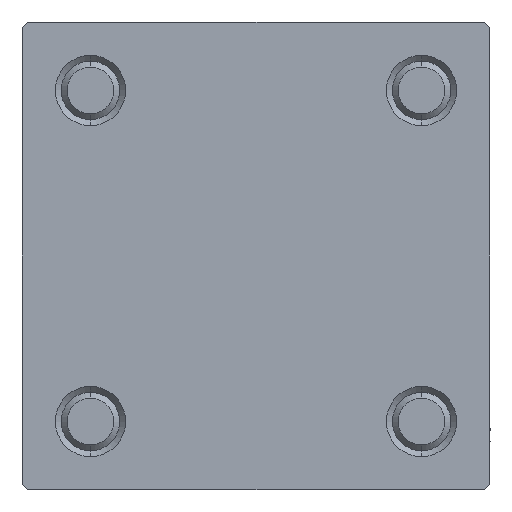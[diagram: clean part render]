
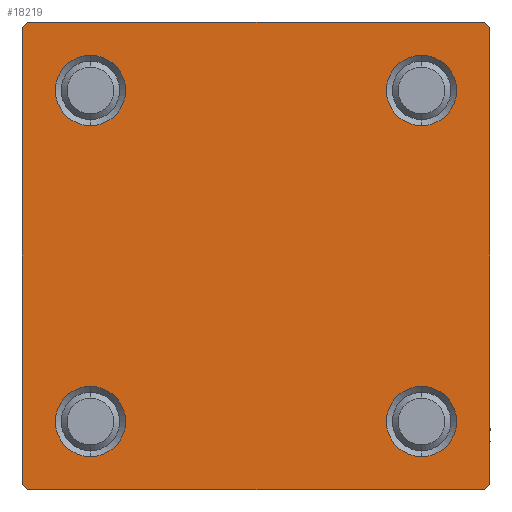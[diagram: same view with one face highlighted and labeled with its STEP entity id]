
A CAD part, left-side view. The second image highlights one B-rep face of the part: STEP entity #18219.
In plain terms, the highlighted planar face has unit normal (-1, 0, 0).
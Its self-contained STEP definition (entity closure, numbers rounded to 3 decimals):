
#101 = CARTESIAN_POINT ( 'NONE',  ( 0., 0., 0. ) ) ;
#359 = ORIENTED_EDGE ( 'NONE', *, *, #33685, .T. ) ;
#1891 = ORIENTED_EDGE ( 'NONE', *, *, #38710, .F. ) ;
#1955 = ORIENTED_EDGE ( 'NONE', *, *, #31657, .F. ) ;
#2283 = CARTESIAN_POINT ( 'NONE',  ( 0., 14.15, 14.15 ) ) ;
#2396 = CARTESIAN_POINT ( 'NONE',  ( 0., 19.75, -19.75 ) ) ;
#2535 = DIRECTION ( 'NONE',  ( 0., -1., 0. ) ) ;
#2597 = EDGE_CURVE ( 'NONE', #7660, #34814, #19173, .T. ) ;
#2978 = ORIENTED_EDGE ( 'NONE', *, *, #6951, .T. ) ;
#3555 = CARTESIAN_POINT ( 'NONE',  ( 0., -14.15, -17.15 ) ) ;
#3810 = VERTEX_POINT ( 'NONE', #29148 ) ;
#3856 = CARTESIAN_POINT ( 'NONE',  ( 0., 14.15, -14.15 ) ) ;
#3931 = LINE ( 'NONE', #42433, #42732 ) ;
#4034 = CIRCLE ( 'NONE', #15325, 3. ) ;
#4314 = DIRECTION ( 'NONE',  ( 0., 0., 1. ) ) ;
#4341 = EDGE_CURVE ( 'NONE', #16737, #22185, #28059, .T. ) ;
#5437 = DIRECTION ( 'NONE',  ( 0., -0.707, -0.707 ) ) ;
#5539 = CARTESIAN_POINT ( 'NONE',  ( 0., -20., 20. ) ) ;
#6415 = LINE ( 'NONE', #32809, #33057 ) ;
#6951 = EDGE_CURVE ( 'NONE', #14205, #10222, #43838, .T. ) ;
#7030 = CIRCLE ( 'NONE', #48007, 3. ) ;
#7173 = FACE_BOUND ( 'NONE', #35520, .T. ) ;
#7660 = VERTEX_POINT ( 'NONE', #43206 ) ;
#7968 = DIRECTION ( 'NONE',  ( 0., 0.707, -0.707 ) ) ;
#8008 = CARTESIAN_POINT ( 'NONE',  ( 0., -14.15, 14.15 ) ) ;
#8389 = DIRECTION ( 'NONE',  ( 0., 0., 1. ) ) ;
#8605 = EDGE_LOOP ( 'NONE', ( #42215, #17827 ) ) ;
#8747 = CIRCLE ( 'NONE', #36853, 3. ) ;
#9670 = CARTESIAN_POINT ( 'NONE',  ( 0., 14.15, -11.15 ) ) ;
#9819 = DIRECTION ( 'NONE',  ( 0., 0., -1. ) ) ;
#10222 = VERTEX_POINT ( 'NONE', #24809 ) ;
#10433 = DIRECTION ( 'NONE',  ( 0., 0., 1. ) ) ;
#11104 = LINE ( 'NONE', #29955, #44385 ) ;
#11127 = ORIENTED_EDGE ( 'NONE', *, *, #26050, .T. ) ;
#11379 = DIRECTION ( 'NONE',  ( 1., 0., 0. ) ) ;
#11698 = DIRECTION ( 'NONE',  ( 0., 0., 1. ) ) ;
#11743 = CARTESIAN_POINT ( 'NONE',  ( 0., 20., 20. ) ) ;
#12096 = AXIS2_PLACEMENT_3D ( 'NONE', #101, #30796, #11698 ) ;
#12527 = EDGE_CURVE ( 'NONE', #45387, #38650, #7030, .T. ) ;
#13324 = VECTOR ( 'NONE', #5437, 1000. ) ;
#14205 = VERTEX_POINT ( 'NONE', #48452 ) ;
#14220 = ORIENTED_EDGE ( 'NONE', *, *, #30187, .T. ) ;
#14669 = DIRECTION ( 'NONE',  ( 0., 0.707, 0.707 ) ) ;
#15325 = AXIS2_PLACEMENT_3D ( 'NONE', #45337, #11379, #4314 ) ;
#15368 = EDGE_LOOP ( 'NONE', ( #11127, #14220, #359, #22242, #1891, #44840, #1955, #40314 ) ) ;
#15477 = CARTESIAN_POINT ( 'NONE',  ( 0., 20., 19.5 ) ) ;
#16566 = ORIENTED_EDGE ( 'NONE', *, *, #2597, .T. ) ;
#16737 = VERTEX_POINT ( 'NONE', #30895 ) ;
#17036 = VECTOR ( 'NONE', #14669, 1000. ) ;
#17542 = ORIENTED_EDGE ( 'NONE', *, *, #25029, .T. ) ;
#17737 = DIRECTION ( 'NONE',  ( 1., 0., 0. ) ) ;
#17827 = ORIENTED_EDGE ( 'NONE', *, *, #4341, .T. ) ;
#18197 = LINE ( 'NONE', #22210, #17036 ) ;
#18219 = ADVANCED_FACE ( 'NONE', ( #7173, #26774, #22511, #37866, #34079 ), #22996, .T. ) ;
#19173 = CIRCLE ( 'NONE', #47284, 3. ) ;
#19220 = DIRECTION ( 'NONE',  ( 1., 0., 0. ) ) ;
#19442 = LINE ( 'NONE', #19934, #36274 ) ;
#19714 = AXIS2_PLACEMENT_3D ( 'NONE', #44885, #17737, #10433 ) ;
#19934 = CARTESIAN_POINT ( 'NONE',  ( 0., 20., -20. ) ) ;
#20367 = VERTEX_POINT ( 'NONE', #47261 ) ;
#22185 = VERTEX_POINT ( 'NONE', #9670 ) ;
#22210 = CARTESIAN_POINT ( 'NONE',  ( 0., -19.75, 19.75 ) ) ;
#22242 = ORIENTED_EDGE ( 'NONE', *, *, #38139, .T. ) ;
#22511 = FACE_BOUND ( 'NONE', #8605, .T. ) ;
#22996 = PLANE ( 'NONE',  #12096 ) ;
#24545 = AXIS2_PLACEMENT_3D ( 'NONE', #45351, #33524, #26469 ) ;
#24809 = CARTESIAN_POINT ( 'NONE',  ( 0., -14.15, 11.15 ) ) ;
#25029 = EDGE_CURVE ( 'NONE', #38650, #45387, #34958, .T. ) ;
#25644 = CARTESIAN_POINT ( 'NONE',  ( 0., -14.15, -14.15 ) ) ;
#26050 = EDGE_CURVE ( 'NONE', #40447, #3810, #34624, .T. ) ;
#26469 = DIRECTION ( 'NONE',  ( 0., 0., 1. ) ) ;
#26774 = FACE_BOUND ( 'NONE', #29157, .T. ) ;
#26796 = ORIENTED_EDGE ( 'NONE', *, *, #41490, .T. ) ;
#27105 = DIRECTION ( 'NONE',  ( 1., 0., 0. ) ) ;
#27254 = ORIENTED_EDGE ( 'NONE', *, *, #12527, .T. ) ;
#27463 = DIRECTION ( 'NONE',  ( 0., -1., 0. ) ) ;
#28059 = CIRCLE ( 'NONE', #36111, 3. ) ;
#28423 = LINE ( 'NONE', #5539, #37094 ) ;
#29079 = VERTEX_POINT ( 'NONE', #37439 ) ;
#29148 = CARTESIAN_POINT ( 'NONE',  ( 0., 20., -19.5 ) ) ;
#29157 = EDGE_LOOP ( 'NONE', ( #27254, #17542 ) ) ;
#29759 = CARTESIAN_POINT ( 'NONE',  ( 0., 19.5, 20. ) ) ;
#29955 = CARTESIAN_POINT ( 'NONE',  ( 0., 20., 20. ) ) ;
#30187 = EDGE_CURVE ( 'NONE', #3810, #33864, #39906, .T. ) ;
#30367 = ORIENTED_EDGE ( 'NONE', *, *, #48254, .T. ) ;
#30796 = DIRECTION ( 'NONE',  ( -1., 0., 0. ) ) ;
#30895 = CARTESIAN_POINT ( 'NONE',  ( 0., 14.15, -17.15 ) ) ;
#31131 = DIRECTION ( 'NONE',  ( 0., 0., 1. ) ) ;
#31657 = EDGE_CURVE ( 'NONE', #41366, #37205, #11104, .T. ) ;
#32809 = CARTESIAN_POINT ( 'NONE',  ( 0., -19.75, -19.75 ) ) ;
#32981 = DIRECTION ( 'NONE',  ( 0., 0., 1. ) ) ;
#33044 = AXIS2_PLACEMENT_3D ( 'NONE', #34292, #34541, #39072 ) ;
#33057 = VECTOR ( 'NONE', #44888, 1000. ) ;
#33524 = DIRECTION ( 'NONE',  ( 1., 0., 0. ) ) ;
#33685 = EDGE_CURVE ( 'NONE', #33864, #20367, #19442, .T. ) ;
#33864 = VERTEX_POINT ( 'NONE', #42450 ) ;
#34079 = FACE_OUTER_BOUND ( 'NONE', #15368, .T. ) ;
#34169 = VECTOR ( 'NONE', #42430, 1000. ) ;
#34292 = CARTESIAN_POINT ( 'NONE',  ( 0., 14.15, 14.15 ) ) ;
#34396 = EDGE_CURVE ( 'NONE', #36372, #37205, #18197, .T. ) ;
#34541 = DIRECTION ( 'NONE',  ( 1., 0., 0. ) ) ;
#34624 = LINE ( 'NONE', #11743, #34169 ) ;
#34814 = VERTEX_POINT ( 'NONE', #46292 ) ;
#34958 = CIRCLE ( 'NONE', #19714, 3. ) ;
#35520 = EDGE_LOOP ( 'NONE', ( #2978, #30367 ) ) ;
#36111 = AXIS2_PLACEMENT_3D ( 'NONE', #3856, #19220, #8389 ) ;
#36274 = VECTOR ( 'NONE', #27463, 1000. ) ;
#36372 = VERTEX_POINT ( 'NONE', #42107 ) ;
#36853 = AXIS2_PLACEMENT_3D ( 'NONE', #8008, #27105, #31131 ) ;
#37081 = CIRCLE ( 'NONE', #33044, 3. ) ;
#37094 = VECTOR ( 'NONE', #9819, 1000. ) ;
#37205 = VERTEX_POINT ( 'NONE', #41804 ) ;
#37439 = CARTESIAN_POINT ( 'NONE',  ( 0., -20., -19.5 ) ) ;
#37732 = DIRECTION ( 'NONE',  ( 0., 0., 1. ) ) ;
#37866 = FACE_BOUND ( 'NONE', #41668, .T. ) ;
#38139 = EDGE_CURVE ( 'NONE', #20367, #29079, #6415, .T. ) ;
#38650 = VERTEX_POINT ( 'NONE', #3555 ) ;
#38710 = EDGE_CURVE ( 'NONE', #36372, #29079, #28423, .T. ) ;
#39072 = DIRECTION ( 'NONE',  ( 0., 0., 1. ) ) ;
#39207 = EDGE_CURVE ( 'NONE', #22185, #16737, #4034, .T. ) ;
#39906 = LINE ( 'NONE', #2396, #13324 ) ;
#40314 = ORIENTED_EDGE ( 'NONE', *, *, #43318, .T. ) ;
#40447 = VERTEX_POINT ( 'NONE', #15477 ) ;
#41000 = DIRECTION ( 'NONE',  ( 1., 0., 0. ) ) ;
#41034 = DIRECTION ( 'NONE',  ( 1., 0., 0. ) ) ;
#41366 = VERTEX_POINT ( 'NONE', #29759 ) ;
#41490 = EDGE_CURVE ( 'NONE', #34814, #7660, #37081, .T. ) ;
#41668 = EDGE_LOOP ( 'NONE', ( #16566, #26796 ) ) ;
#41804 = CARTESIAN_POINT ( 'NONE',  ( 0., -19.5, 20. ) ) ;
#42107 = CARTESIAN_POINT ( 'NONE',  ( 0., -20., 19.5 ) ) ;
#42215 = ORIENTED_EDGE ( 'NONE', *, *, #39207, .T. ) ;
#42430 = DIRECTION ( 'NONE',  ( 0., 0., -1. ) ) ;
#42433 = CARTESIAN_POINT ( 'NONE',  ( 0., 19.75, 19.75 ) ) ;
#42450 = CARTESIAN_POINT ( 'NONE',  ( 0., 19.5, -20. ) ) ;
#42732 = VECTOR ( 'NONE', #7968, 1000. ) ;
#43206 = CARTESIAN_POINT ( 'NONE',  ( 0., 14.15, 17.15 ) ) ;
#43318 = EDGE_CURVE ( 'NONE', #41366, #40447, #3931, .T. ) ;
#43838 = CIRCLE ( 'NONE', #24545, 3. ) ;
#44385 = VECTOR ( 'NONE', #2535, 1000. ) ;
#44840 = ORIENTED_EDGE ( 'NONE', *, *, #34396, .T. ) ;
#44885 = CARTESIAN_POINT ( 'NONE',  ( 0., -14.15, -14.15 ) ) ;
#44888 = DIRECTION ( 'NONE',  ( 0., -0.707, 0.707 ) ) ;
#45337 = CARTESIAN_POINT ( 'NONE',  ( 0., 14.15, -14.15 ) ) ;
#45351 = CARTESIAN_POINT ( 'NONE',  ( 0., -14.15, 14.15 ) ) ;
#45387 = VERTEX_POINT ( 'NONE', #47529 ) ;
#46292 = CARTESIAN_POINT ( 'NONE',  ( 0., 14.15, 11.15 ) ) ;
#47261 = CARTESIAN_POINT ( 'NONE',  ( 0., -19.5, -20. ) ) ;
#47284 = AXIS2_PLACEMENT_3D ( 'NONE', #2283, #41034, #32981 ) ;
#47529 = CARTESIAN_POINT ( 'NONE',  ( 0., -14.15, -11.15 ) ) ;
#48007 = AXIS2_PLACEMENT_3D ( 'NONE', #25644, #41000, #37732 ) ;
#48254 = EDGE_CURVE ( 'NONE', #10222, #14205, #8747, .T. ) ;
#48452 = CARTESIAN_POINT ( 'NONE',  ( 0., -14.15, 17.15 ) ) ;
